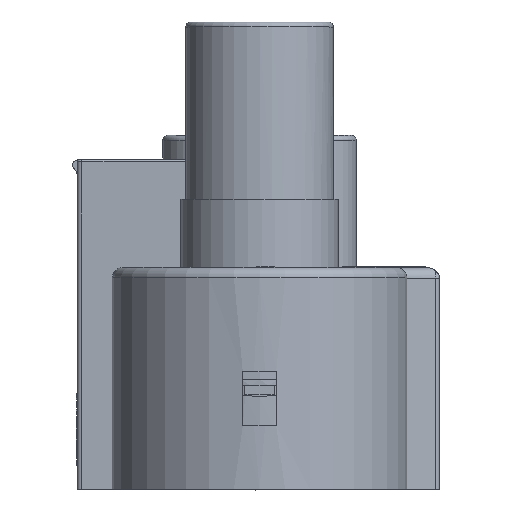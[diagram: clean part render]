
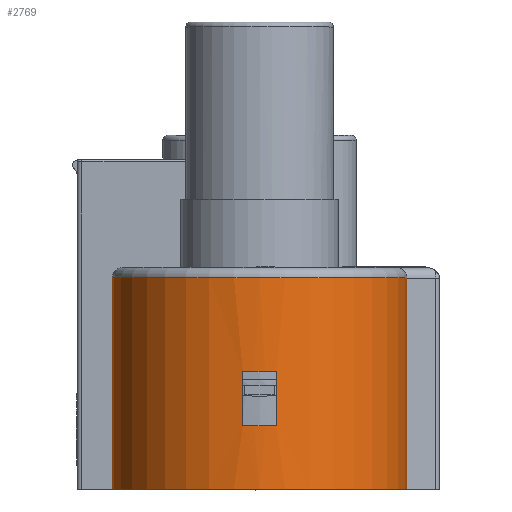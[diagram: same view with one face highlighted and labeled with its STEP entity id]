
A CAD part, top view. The second image highlights one B-rep face of the part: STEP entity #2769.
In plain terms, the highlighted cylindrical face has radius 14.975 mm (diameter 29.95 mm), a partial arc.
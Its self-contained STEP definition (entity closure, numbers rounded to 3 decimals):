
#770=FACE_BOUND('',#7645,.T.);
#771=FACE_BOUND('',#7646,.T.);
#1080=CYLINDRICAL_SURFACE('',#36450,14.975);
#2769=ADVANCED_FACE('',(#770,#771),#1080,.T.);
#7645=EDGE_LOOP('',(#13156,#13157,#13158,#13159));
#7646=EDGE_LOOP('',(#13160,#13161,#13162,#13163));
#9204=CIRCLE('',#36422,14.975);
#9207=CIRCLE('',#36426,14.975);
#9213=CIRCLE('',#36435,14.975);
#9222=CIRCLE('',#36449,14.975);
#13156=ORIENTED_EDGE('',*,*,#25134,.T.);
#13157=ORIENTED_EDGE('',*,*,#25094,.T.);
#13158=ORIENTED_EDGE('',*,*,#24823,.T.);
#13159=ORIENTED_EDGE('',*,*,#25099,.T.);
#13160=ORIENTED_EDGE('',*,*,#25135,.T.);
#13161=ORIENTED_EDGE('',*,*,#25136,.F.);
#13162=ORIENTED_EDGE('',*,*,#25108,.F.);
#13163=ORIENTED_EDGE('',*,*,#24794,.F.);
#20944=VERTEX_POINT('',#53957);
#20951=VERTEX_POINT('',#54017);
#20967=VERTEX_POINT('',#54096);
#20970=VERTEX_POINT('',#54104);
#21159=VERTEX_POINT('',#54707);
#21162=VERTEX_POINT('',#54715);
#21169=VERTEX_POINT('',#54735);
#21187=VERTEX_POINT('',#54797);
#24794=EDGE_CURVE('',#20944,#20951,#29226,.T.);
#24823=EDGE_CURVE('',#20967,#20970,#29243,.T.);
#25094=EDGE_CURVE('',#21159,#20967,#9204,.T.);
#25099=EDGE_CURVE('',#20970,#21162,#9207,.T.);
#25108=EDGE_CURVE('',#20951,#21169,#9213,.T.);
#25134=EDGE_CURVE('',#21162,#21159,#29453,.T.);
#25135=EDGE_CURVE('',#20944,#21187,#9222,.T.);
#25136=EDGE_CURVE('',#21169,#21187,#29454,.T.);
#29226=LINE('',#54016,#33047);
#29243=LINE('',#54105,#33064);
#29453=LINE('',#54795,#33274);
#29454=LINE('',#54798,#33275);
#33047=VECTOR('',#40691,1.);
#33064=VECTOR('',#40736,1.);
#33274=VECTOR('',#41312,1.);
#33275=VECTOR('',#41315,1.);
#36422=AXIS2_PLACEMENT_3D('',#54706,#41240,#41241);
#36426=AXIS2_PLACEMENT_3D('',#54716,#41250,#41251);
#36435=AXIS2_PLACEMENT_3D('',#54734,#41271,#41272);
#36449=AXIS2_PLACEMENT_3D('',#54796,#41313,#41314);
#36450=AXIS2_PLACEMENT_3D('',#54799,#41316,#41317);
#40691=DIRECTION('',(0.,-1.,0.));
#40736=DIRECTION('',(0.,-1.,0.));
#41240=DIRECTION('',(0.,1.,0.));
#41241=DIRECTION('',(1.,0.,0.));
#41250=DIRECTION('',(0.,-1.,0.));
#41251=DIRECTION('',(0.,0.,1.));
#41271=DIRECTION('',(0.,-1.,0.));
#41272=DIRECTION('',(0.,0.,-1.));
#41312=DIRECTION('',(0.,1.,0.));
#41313=DIRECTION('',(0.,-1.,0.));
#41314=DIRECTION('',(0.,0.,-1.));
#41315=DIRECTION('',(0.,1.,0.));
#41316=DIRECTION('',(0.,-1.,0.));
#41317=DIRECTION('',(0.,0.,-1.));
#53957=CARTESIAN_POINT('',(14.975,21.5,9.575));
#54016=CARTESIAN_POINT('',(14.975,22.5,9.575));
#54017=CARTESIAN_POINT('',(14.975,0.,9.575));
#54096=CARTESIAN_POINT('',(1.7,11.95,24.453));
#54104=CARTESIAN_POINT('',(1.7,6.45,24.453));
#54105=CARTESIAN_POINT('',(1.7,22.5,24.453));
#54706=CARTESIAN_POINT('',(0.,11.95,9.575));
#54707=CARTESIAN_POINT('',(-1.7,11.95,24.453));
#54715=CARTESIAN_POINT('',(-1.7,6.45,24.453));
#54716=CARTESIAN_POINT('',(0.,6.45,9.575));
#54734=CARTESIAN_POINT('',(0.,0.,9.575));
#54735=CARTESIAN_POINT('',(-14.975,0.,9.575));
#54795=CARTESIAN_POINT('',(-1.7,22.5,24.453));
#54796=CARTESIAN_POINT('',(0.,21.5,9.575));
#54797=CARTESIAN_POINT('',(-14.975,21.5,9.575));
#54798=CARTESIAN_POINT('',(-14.975,22.5,9.575));
#54799=CARTESIAN_POINT('',(0.,22.5,9.575));
